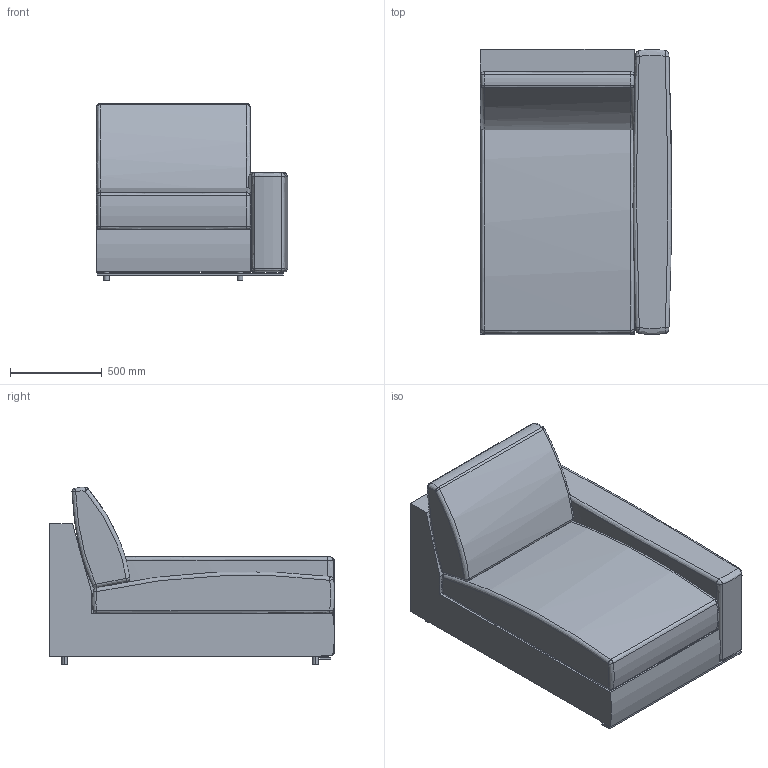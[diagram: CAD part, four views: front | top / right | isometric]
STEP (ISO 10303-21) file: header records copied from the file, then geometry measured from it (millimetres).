
FILE_DESCRIPTION(/* description */ (''),/* implementation_level */ '2;1');
FILE_NAME(/* name */ '810 Fly chaise longue 102 un bracciolo lungo',/* time_stamp */ '2013-10-18T09:28:32+02:00',/* author */ (''),/* organization */ (''),/* preprocessor_version */ 'ST-DEVELOPER v10',/* originating_system */ '',/* authorisation */ '');
FILE_SCHEMA (('CONFIG_CONTROL_DESIGN'));
Length unit declared in the file: millimetre
Products named in the file (1): 1
Bounding box: 1039.18 x 1550.26 x 965.41 mm (x, y, z)
Volume: 853802440.6 mm3; surface area: 11453292.2 mm2
Topology: 9 solids, 9 shells, 109 faces, 201 edges, 110 vertices
Faces by surface type: bspline 109
Entity records: 3511 total; most frequent: CARTESIAN_POINT 2295, ORIENTED_EDGE 402, EDGE_CURVE 201, VERTEX_POINT 110, ADVANCED_FACE 109, FACE_OUTER_BOUND 109, EDGE_LOOP 109, B_SPLINE_CURVE_WITH_KNOTS 39
